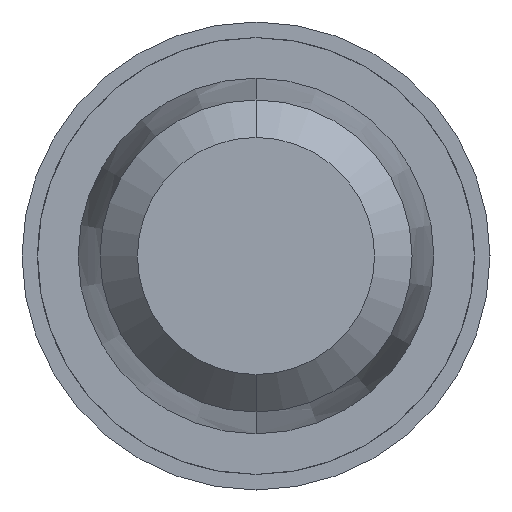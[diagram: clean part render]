
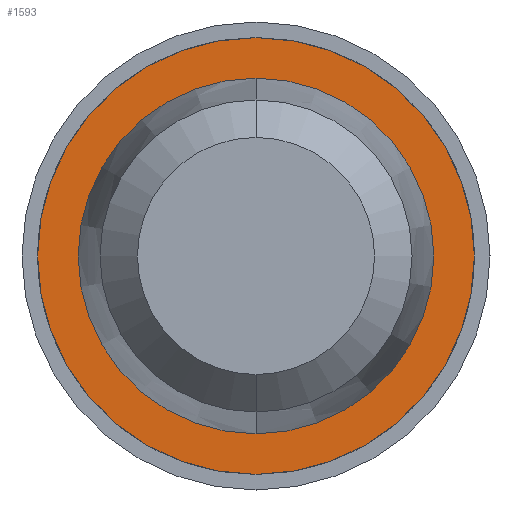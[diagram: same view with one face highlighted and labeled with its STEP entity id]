
A CAD part, front view. The second image highlights one B-rep face of the part: STEP entity #1593.
In plain terms, the highlighted planar face has unit normal (0, -1, 0).
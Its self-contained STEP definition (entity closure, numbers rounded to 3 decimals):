
#13 = CIRCLE ( 'NONE', #1111, 0.7 ) ;
#43 = EDGE_CURVE ( 'Defeature ausgef�hrt1_14+Defeature ausgef�hrt1_15+Defeature ausgef�hrt1_15+Defeature ausgef�hrt1_15', #200, #1452, #1218, .T. ) ;
#55 = DIRECTION ( 'NONE',  ( 0., 0., -1. ) ) ;
#186 = DIRECTION ( 'NONE',  ( 0., 0., -1. ) ) ;
#200 = VERTEX_POINT ( 'NONE', #2068 ) ;
#238 = FACE_OUTER_BOUND ( 'NONE', #2474, .T. ) ;
#306 = AXIS2_PLACEMENT_3D ( 'NONE', #485, #1444, #515 ) ;
#325 = CARTESIAN_POINT ( 'NONE',  ( 0., 26., 0. ) ) ;
#485 = CARTESIAN_POINT ( 'NONE',  ( 0.57, 26., 0. ) ) ;
#515 = DIRECTION ( 'NONE',  ( 0., 0., -1. ) ) ;
#789 = FACE_BOUND ( 'NONE', #2431, .T. ) ;
#893 = ORIENTED_EDGE ( 'NONE', *, *, #1950, .T. ) ;
#979 = VERTEX_POINT ( 'NONE', #2797 ) ;
#1009 = CARTESIAN_POINT ( 'NONE',  ( 0., 26., 0. ) ) ;
#1101 = CARTESIAN_POINT ( 'NONE',  ( 0., 26., 0.7 ) ) ;
#1111 = AXIS2_PLACEMENT_3D ( 'NONE', #325, #2472, #3486 ) ;
#1182 = ORIENTED_EDGE ( 'NONE', *, *, #43, .F. ) ;
#1208 = EDGE_CURVE ( 'Defeature ausgef�hrt1_14+Defeature ausgef�hrt1_15+Defeature ausgef�hrt1_15+Defeature ausgef�hrt1_15', #1452, #200, #4085, .T. ) ;
#1218 = CIRCLE ( 'NONE', #3205, 0.57 ) ;
#1416 = CIRCLE ( 'NONE', #3313, 0.7 ) ;
#1425 = DIRECTION ( 'NONE',  ( 0., 0., -1. ) ) ;
#1444 = DIRECTION ( 'NONE',  ( 0., -1., 0. ) ) ;
#1452 = VERTEX_POINT ( 'NONE', #3271 ) ;
#1593 = ADVANCED_FACE ( 'Defeature ausgef�hrt1_15', ( #238, #789 ), #2049, .T. ) ;
#1750 = AXIS2_PLACEMENT_3D ( 'NONE', #3940, #3049, #186 ) ;
#1950 = EDGE_CURVE ( 'Defeature ausgef�hrt1_15+Defeature ausgef�hrt1_16+Defeature ausgef�hrt1_16+Defeature ausgef�hrt1_16', #3635, #979, #1416, .T. ) ;
#2049 = PLANE ( 'NONE',  #306 ) ;
#2068 = CARTESIAN_POINT ( 'NONE',  ( 0., 26., -0.57 ) ) ;
#2291 = DIRECTION ( 'NONE',  ( 0., -1., 0. ) ) ;
#2399 = DIRECTION ( 'NONE',  ( 0., -1., 0. ) ) ;
#2431 = EDGE_LOOP ( 'NONE', ( #3094, #1182 ) ) ;
#2472 = DIRECTION ( 'NONE',  ( 0., -1., 0. ) ) ;
#2474 = EDGE_LOOP ( 'NONE', ( #3040, #893 ) ) ;
#2797 = CARTESIAN_POINT ( 'NONE',  ( 0., 26., -0.7 ) ) ;
#3019 = CARTESIAN_POINT ( 'NONE',  ( 0., 26., 0. ) ) ;
#3040 = ORIENTED_EDGE ( 'NONE', *, *, #3307, .T. ) ;
#3049 = DIRECTION ( 'NONE',  ( 0., -1., 0. ) ) ;
#3094 = ORIENTED_EDGE ( 'NONE', *, *, #1208, .F. ) ;
#3205 = AXIS2_PLACEMENT_3D ( 'NONE', #1009, #2291, #55 ) ;
#3271 = CARTESIAN_POINT ( 'NONE',  ( 0., 26., 0.57 ) ) ;
#3307 = EDGE_CURVE ( 'Defeature ausgef�hrt1_15+Defeature ausgef�hrt1_16+Defeature ausgef�hrt1_16+Defeature ausgef�hrt1_16', #979, #3635, #13, .T. ) ;
#3313 = AXIS2_PLACEMENT_3D ( 'NONE', #3019, #2399, #1425 ) ;
#3486 = DIRECTION ( 'NONE',  ( 0., 0., -1. ) ) ;
#3635 = VERTEX_POINT ( 'NONE', #1101 ) ;
#3940 = CARTESIAN_POINT ( 'NONE',  ( 0., 26., 0. ) ) ;
#4085 = CIRCLE ( 'NONE', #1750, 0.57 ) ;
